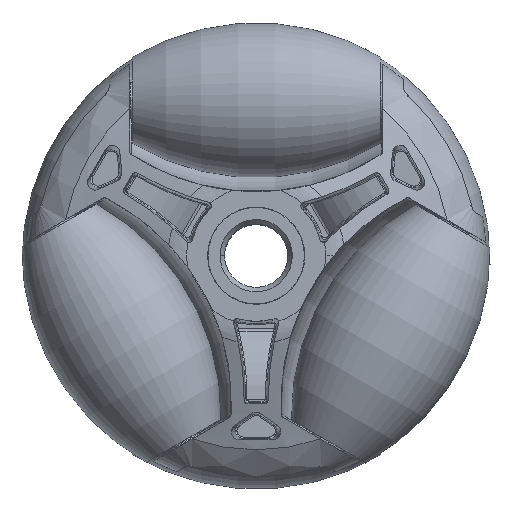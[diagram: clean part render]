
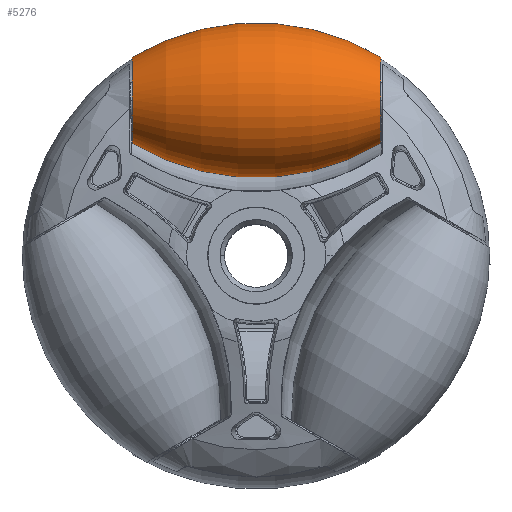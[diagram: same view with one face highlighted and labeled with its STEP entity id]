
A CAD part, top view. The second image highlights one B-rep face of the part: STEP entity #5276.
In plain terms, the highlighted toroidal (fillet/blend) face has major radius 21.225 mm and minor radius 31.25 mm.
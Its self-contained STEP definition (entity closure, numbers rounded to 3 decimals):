
#91 = AXIS2_PLACEMENT_3D ( 'NONE', #17559, #24553, #14855 ) ;
#832 = VERTEX_POINT ( 'NONE', #18920 ) ;
#1540 = CARTESIAN_POINT ( 'NONE',  ( 16.15, 25.708, 12. ) ) ;
#2008 = AXIS2_PLACEMENT_3D ( 'NONE', #21677, #12586, #12183 ) ;
#2313 = AXIS2_PLACEMENT_3D ( 'NONE', #33452, #36502, #8642 ) ;
#4762 = DIRECTION ( 'NONE',  ( 0., -1., 0. ) ) ;
#5276 = ADVANCED_FACE ( 'NONE', ( #9581 ), #35120, .T. ) ;
#8442 = CIRCLE ( 'NONE', #36775, 31.25 ) ;
#8642 = DIRECTION ( 'NONE',  ( 0., -1., 0. ) ) ;
#8777 = EDGE_LOOP ( 'NONE', ( #39555, #10255, #38510, #26459 ) ) ;
#9581 = FACE_OUTER_BOUND ( 'NONE', #8777, .T. ) ;
#10255 = ORIENTED_EDGE ( 'NONE', *, *, #26729, .T. ) ;
#10378 = DIRECTION ( 'NONE',  ( 0., 0., -1. ) ) ;
#11691 = CARTESIAN_POINT ( 'NONE',  ( -16.05, 25.708, 12. ) ) ;
#12183 = DIRECTION ( 'NONE',  ( 0., -1., 0. ) ) ;
#12586 = DIRECTION ( 'NONE',  ( -1., 0., 0. ) ) ;
#14855 = DIRECTION ( 'NONE',  ( 0., -1., 0. ) ) ;
#17559 = CARTESIAN_POINT ( 'NONE',  ( 0.05, 20.15, 12. ) ) ;
#17983 = AXIS2_PLACEMENT_3D ( 'NONE', #19340, #23449, #4762 ) ;
#18415 = VERTEX_POINT ( 'NONE', #11691 ) ;
#18920 = CARTESIAN_POINT ( 'NONE',  ( -16.05, 14.592, 12. ) ) ;
#19340 = CARTESIAN_POINT ( 'NONE',  ( -16.05, 20.15, 12. ) ) ;
#21677 = CARTESIAN_POINT ( 'NONE',  ( 16.15, 20.15, 12. ) ) ;
#22989 = CARTESIAN_POINT ( 'NONE',  ( 0.05, 41.375, 12. ) ) ;
#23449 = DIRECTION ( 'NONE',  ( 1., 0., 0. ) ) ;
#24251 = EDGE_CURVE ( 'NONE', #18415, #832, #30507, .T. ) ;
#24553 = DIRECTION ( 'NONE',  ( -1., 0., 0. ) ) ;
#26459 = ORIENTED_EDGE ( 'NONE', *, *, #28046, .F. ) ;
#26729 = EDGE_CURVE ( 'NONE', #37458, #18415, #33385, .T. ) ;
#28046 = EDGE_CURVE ( 'NONE', #30525, #832, #8442, .T. ) ;
#28370 = DIRECTION ( 'NONE',  ( 0., 1., 0. ) ) ;
#29496 = CARTESIAN_POINT ( 'NONE',  ( 16.15, 14.592, 12. ) ) ;
#30507 = CIRCLE ( 'NONE', #17983, 5.558 ) ;
#30525 = VERTEX_POINT ( 'NONE', #29496 ) ;
#33385 = CIRCLE ( 'NONE', #2313, 31.25 ) ;
#33452 = CARTESIAN_POINT ( 'NONE',  ( 0.05, -1.075, 12. ) ) ;
#34020 = EDGE_CURVE ( 'NONE', #30525, #37458, #37638, .T. ) ;
#35120 = TOROIDAL_SURFACE ( 'NONE', #91, -21.225, 31.25 ) ;
#36502 = DIRECTION ( 'NONE',  ( 0., 0., 1. ) ) ;
#36775 = AXIS2_PLACEMENT_3D ( 'NONE', #22989, #10378, #28370 ) ;
#37458 = VERTEX_POINT ( 'NONE', #1540 ) ;
#37638 = CIRCLE ( 'NONE', #2008, 5.558 ) ;
#38510 = ORIENTED_EDGE ( 'NONE', *, *, #24251, .T. ) ;
#39555 = ORIENTED_EDGE ( 'NONE', *, *, #34020, .T. ) ;
